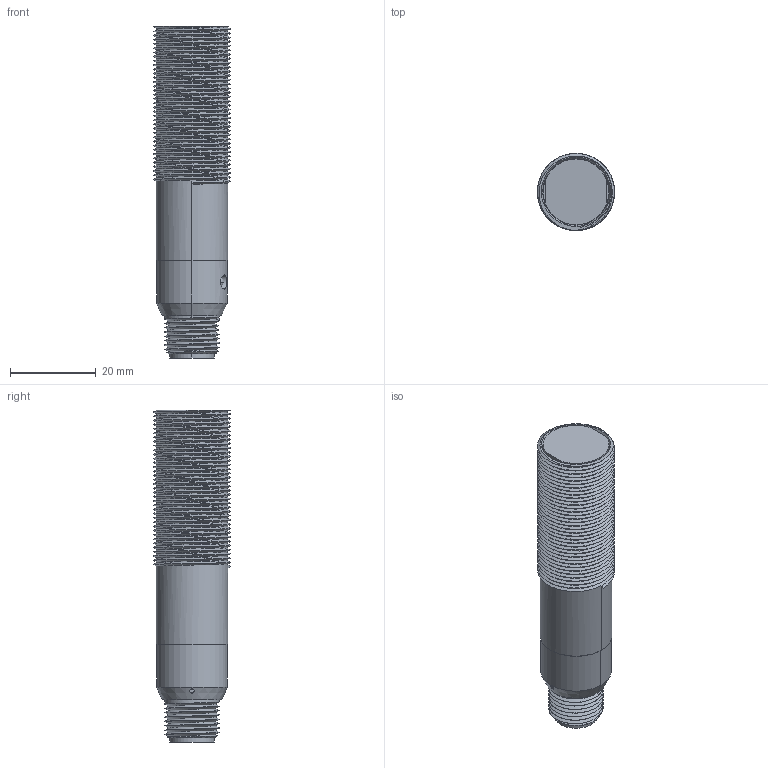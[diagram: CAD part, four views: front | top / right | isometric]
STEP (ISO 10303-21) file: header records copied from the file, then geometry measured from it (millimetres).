
FILE_DESCRIPTION((''),'2;1');
FILE_NAME('155345_SW','2011-02-03T',('banengservice'),('BANNER ENGINEERING'),'PRO/ENGINEER BY PARAMETRIC TECHNOLOGY CORPORATION, 2009141','PRO/ENGINEER BY PARAMETRIC TECHNOLOGY CORPORATION, 2009141','');
FILE_SCHEMA(('CONFIG_CONTROL_DESIGN'));
Length unit declared in the file: inch
Products named in the file (1): 155345_SW
Bounding box: 18.01 x 18.01 x 77.61 mm (x, y, z)
Volume: 5535.4 mm3; surface area: 12062.2 mm2
Topology: 1 solids, 3 shells, 356 faces, 930 edges, 598 vertices
Faces by surface type: cylinder 164, plane 119, bspline 43, cone 20, revolution 4, sphere 4, torus 2
Entity records: 32268 total; most frequent: CARTESIAN_POINT 23993, ORIENTED_EDGE 1844, DIRECTION 1497, EDGE_CURVE 922, VERTEX_POINT 598, AXIS2_PLACEMENT_3D 541, VECTOR 411, LINE 411
